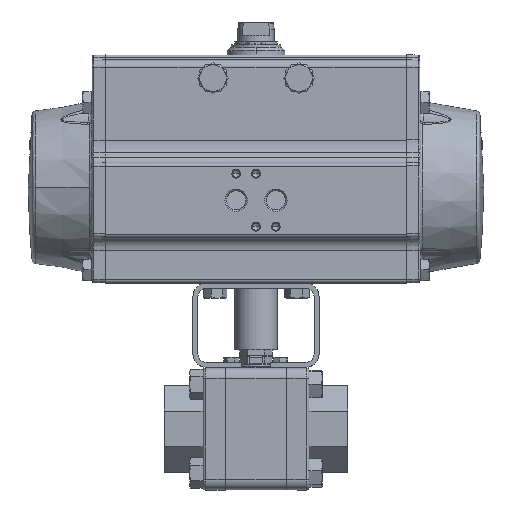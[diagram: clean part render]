
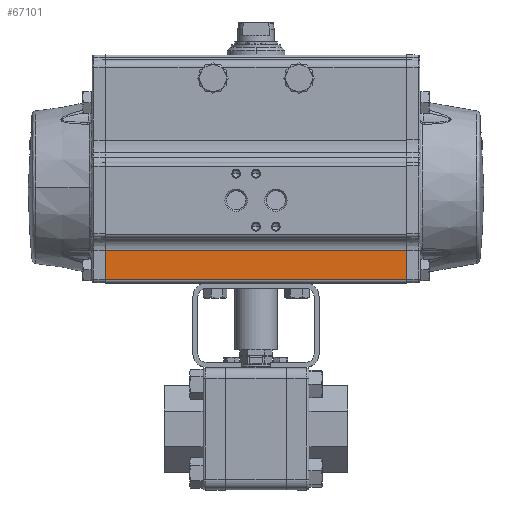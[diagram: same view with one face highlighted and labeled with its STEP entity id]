
A CAD part, top view. The second image highlights one B-rep face of the part: STEP entity #67101.
In plain terms, the highlighted planar face has unit normal (0, 0, 1).
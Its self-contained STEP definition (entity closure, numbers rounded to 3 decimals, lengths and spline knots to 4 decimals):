
#368 = EDGE_CURVE ( 'NONE', #74914, #76687, #83413, .T. ) ;
#5304 = EDGE_CURVE ( 'NONE', #54733, #74914, #65614, .T. ) ;
#5857 = LINE ( 'NONE', #74529, #65127 ) ;
#7883 = PLANE ( 'NONE',  #39182 ) ;
#12699 = CARTESIAN_POINT ( 'NONE',  ( 3.5827, 3.5437, 1.7323 ) ) ;
#12721 = CARTESIAN_POINT ( 'NONE',  ( -3.5827, 3.5437, 1.7323 ) ) ;
#13792 = FACE_OUTER_BOUND ( 'NONE', #56424, .T. ) ;
#21739 = DIRECTION ( 'NONE',  ( 1., 0., 0. ) ) ;
#23360 = VERTEX_POINT ( 'NONE', #55335 ) ;
#23641 = LINE ( 'NONE', #65517, #58165 ) ;
#27261 = ORIENTED_EDGE ( 'NONE', *, *, #368, .F. ) ;
#31245 = DIRECTION ( 'NONE',  ( -1., 0., 0. ) ) ;
#33667 = EDGE_CURVE ( 'NONE', #23360, #76687, #23641, .T. ) ;
#39182 = AXIS2_PLACEMENT_3D ( 'NONE', #42247, #62966, #21739 ) ;
#42247 = CARTESIAN_POINT ( 'NONE',  ( 3.5827, 3.5437, 1.7323 ) ) ;
#43488 = ORIENTED_EDGE ( 'NONE', *, *, #33667, .T. ) ;
#44717 = DIRECTION ( 'NONE',  ( 0., 1., 0. ) ) ;
#45272 = DIRECTION ( 'NONE',  ( -1., 0., 0. ) ) ;
#48976 = ORIENTED_EDGE ( 'NONE', *, *, #5304, .F. ) ;
#54733 = VERTEX_POINT ( 'NONE', #12699 ) ;
#55335 = CARTESIAN_POINT ( 'NONE',  ( 3.5827, 4.2327, 1.7323 ) ) ;
#56424 = EDGE_LOOP ( 'NONE', ( #43488, #27261, #48976, #88781 ) ) ;
#58165 = VECTOR ( 'NONE', #31245, 39.3701 ) ;
#58543 = CARTESIAN_POINT ( 'NONE',  ( -3.5827, 3.465, 1.7323 ) ) ;
#62966 = DIRECTION ( 'NONE',  ( 0., 0., 1. ) ) ;
#65127 = VECTOR ( 'NONE', #88943, 39.3701 ) ;
#65517 = CARTESIAN_POINT ( 'NONE',  ( 3.5827, 4.2327, 1.7323 ) ) ;
#65614 = LINE ( 'NONE', #86163, #81770 ) ;
#67101 = ADVANCED_FACE ( 'NONE', ( #13792 ), #7883, .T. ) ;
#69410 = VECTOR ( 'NONE', #44717, 39.3701 ) ;
#74529 = CARTESIAN_POINT ( 'NONE',  ( 3.5827, 3.465, 1.7323 ) ) ;
#74914 = VERTEX_POINT ( 'NONE', #12721 ) ;
#75487 = CARTESIAN_POINT ( 'NONE',  ( -3.5827, 4.2327, 1.7323 ) ) ;
#76687 = VERTEX_POINT ( 'NONE', #75487 ) ;
#81770 = VECTOR ( 'NONE', #45272, 39.3701 ) ;
#83413 = LINE ( 'NONE', #58543, #69410 ) ;
#85011 = EDGE_CURVE ( 'NONE', #54733, #23360, #5857, .T. ) ;
#86163 = CARTESIAN_POINT ( 'NONE',  ( 3.5827, 3.5437, 1.7323 ) ) ;
#88781 = ORIENTED_EDGE ( 'NONE', *, *, #85011, .T. ) ;
#88943 = DIRECTION ( 'NONE',  ( 0., 1., 0. ) ) ;
